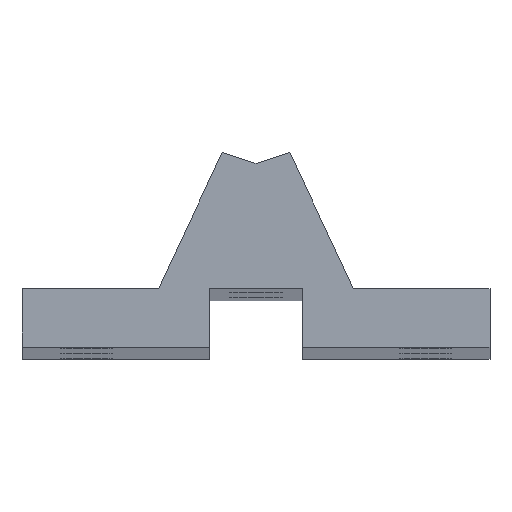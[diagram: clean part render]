
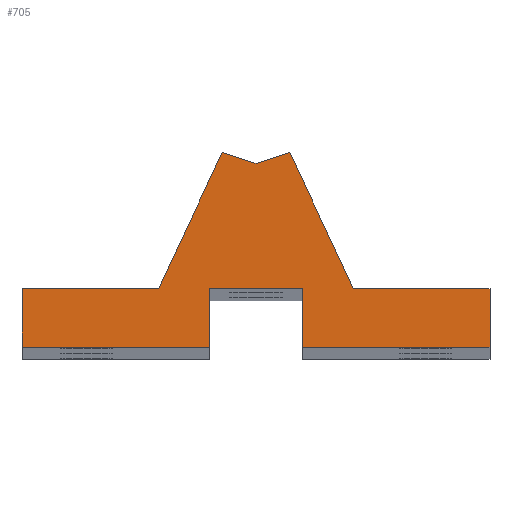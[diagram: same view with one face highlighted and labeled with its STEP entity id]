
A CAD part, top view. The second image highlights one B-rep face of the part: STEP entity #705.
In plain terms, the highlighted planar face has unit normal (0, 0, 1).
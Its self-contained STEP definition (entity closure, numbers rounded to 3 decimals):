
#54=PLANE('',#795);
#99=FACE_OUTER_BOUND('',#154,.T.);
#154=EDGE_LOOP('',(#648,#649,#650,#651,#652,#653,#654,#655,#656,#657,#658,
#659,#660));
#170=LINE('',#1106,#229);
#179=LINE('',#1125,#238);
#183=LINE('',#1133,#242);
#187=LINE('',#1139,#246);
#188=LINE('',#1142,#247);
#191=LINE('',#1148,#250);
#194=LINE('',#1154,#253);
#197=LINE('',#1160,#256);
#200=LINE('',#1166,#259);
#203=LINE('',#1172,#262);
#206=LINE('',#1178,#265);
#209=LINE('',#1184,#268);
#212=LINE('',#1189,#271);
#229=VECTOR('',#919,10.);
#238=VECTOR('',#936,10.);
#242=VECTOR('',#942,10.);
#246=VECTOR('',#948,10.);
#247=VECTOR('',#951,10.);
#250=VECTOR('',#956,10.);
#253=VECTOR('',#961,10.);
#256=VECTOR('',#966,10.);
#259=VECTOR('',#971,10.);
#262=VECTOR('',#976,10.);
#265=VECTOR('',#981,10.);
#268=VECTOR('',#986,10.);
#271=VECTOR('',#991,10.);
#336=VERTEX_POINT('',#1103);
#337=VERTEX_POINT('',#1105);
#342=VERTEX_POINT('',#1123);
#343=VERTEX_POINT('',#1124);
#346=VERTEX_POINT('',#1132);
#348=VERTEX_POINT('',#1141);
#350=VERTEX_POINT('',#1147);
#352=VERTEX_POINT('',#1153);
#354=VERTEX_POINT('',#1159);
#356=VERTEX_POINT('',#1165);
#358=VERTEX_POINT('',#1171);
#360=VERTEX_POINT('',#1177);
#362=VERTEX_POINT('',#1183);
#417=EDGE_CURVE('',#336,#337,#170,.T.);
#428=EDGE_CURVE('',#342,#343,#179,.T.);
#432=EDGE_CURVE('',#343,#346,#183,.T.);
#436=EDGE_CURVE('',#346,#336,#187,.T.);
#437=EDGE_CURVE('',#337,#348,#188,.T.);
#440=EDGE_CURVE('',#348,#350,#191,.T.);
#443=EDGE_CURVE('',#350,#352,#194,.T.);
#446=EDGE_CURVE('',#352,#354,#197,.T.);
#449=EDGE_CURVE('',#354,#356,#200,.T.);
#452=EDGE_CURVE('',#356,#358,#203,.T.);
#455=EDGE_CURVE('',#358,#360,#206,.T.);
#458=EDGE_CURVE('',#360,#362,#209,.T.);
#461=EDGE_CURVE('',#362,#342,#212,.T.);
#648=ORIENTED_EDGE('',*,*,#428,.F.);
#649=ORIENTED_EDGE('',*,*,#461,.F.);
#650=ORIENTED_EDGE('',*,*,#458,.F.);
#651=ORIENTED_EDGE('',*,*,#455,.F.);
#652=ORIENTED_EDGE('',*,*,#452,.F.);
#653=ORIENTED_EDGE('',*,*,#449,.F.);
#654=ORIENTED_EDGE('',*,*,#446,.F.);
#655=ORIENTED_EDGE('',*,*,#443,.F.);
#656=ORIENTED_EDGE('',*,*,#440,.F.);
#657=ORIENTED_EDGE('',*,*,#437,.F.);
#658=ORIENTED_EDGE('',*,*,#417,.F.);
#659=ORIENTED_EDGE('',*,*,#436,.F.);
#660=ORIENTED_EDGE('',*,*,#432,.F.);
#705=ADVANCED_FACE('',(#99),#54,.T.);
#795=AXIS2_PLACEMENT_3D('',#1192,#995,#996);
#919=DIRECTION('',(0.954,0.301,0.));
#936=DIRECTION('',(1.,0.,0.));
#942=DIRECTION('',(0.423,0.906,0.));
#948=DIRECTION('',(0.954,-0.301,0.));
#951=DIRECTION('',(0.423,-0.906,0.));
#956=DIRECTION('',(1.,0.,0.));
#961=DIRECTION('',(0.,-1.,0.));
#966=DIRECTION('',(-1.,0.,0.));
#971=DIRECTION('',(0.,1.,0.));
#976=DIRECTION('',(-1.,0.,0.));
#981=DIRECTION('',(0.,-1.,0.));
#986=DIRECTION('',(-1.,0.,0.));
#991=DIRECTION('',(0.,1.,0.));
#995=DIRECTION('center_axis',(0.,0.,1.));
#996=DIRECTION('ref_axis',(1.,0.,0.));
#1103=CARTESIAN_POINT('',(0.,13.209,599.5));
#1105=CARTESIAN_POINT('',(2.9,14.123,599.5));
#1106=CARTESIAN_POINT('',(2.9,14.123,599.5));
#1123=CARTESIAN_POINT('',(-20.,2.5,599.5));
#1124=CARTESIAN_POINT('',(-8.32,2.5,599.5));
#1125=CARTESIAN_POINT('',(-8.32,2.5,599.5));
#1132=CARTESIAN_POINT('',(-2.9,14.123,599.5));
#1133=CARTESIAN_POINT('',(-2.9,14.123,599.5));
#1139=CARTESIAN_POINT('',(0.,13.209,599.5));
#1141=CARTESIAN_POINT('',(8.32,2.5,599.5));
#1142=CARTESIAN_POINT('',(8.32,2.5,599.5));
#1147=CARTESIAN_POINT('',(20.,2.5,599.5));
#1148=CARTESIAN_POINT('',(20.,2.5,599.5));
#1153=CARTESIAN_POINT('',(20.,-2.5,599.5));
#1154=CARTESIAN_POINT('',(20.,-2.5,599.5));
#1159=CARTESIAN_POINT('',(4.,-2.5,599.5));
#1160=CARTESIAN_POINT('',(4.,-2.5,599.5));
#1165=CARTESIAN_POINT('',(4.,2.5,599.5));
#1166=CARTESIAN_POINT('',(4.,2.5,599.5));
#1171=CARTESIAN_POINT('',(-4.,2.5,599.5));
#1172=CARTESIAN_POINT('',(-4.,2.5,599.5));
#1177=CARTESIAN_POINT('',(-4.,-2.5,599.5));
#1178=CARTESIAN_POINT('',(-4.,-2.5,599.5));
#1183=CARTESIAN_POINT('',(-20.,-2.5,599.5));
#1184=CARTESIAN_POINT('',(-20.,-2.5,599.5));
#1189=CARTESIAN_POINT('',(-20.,2.5,599.5));
#1192=CARTESIAN_POINT('Origin',(0.,2.561,
599.5));
